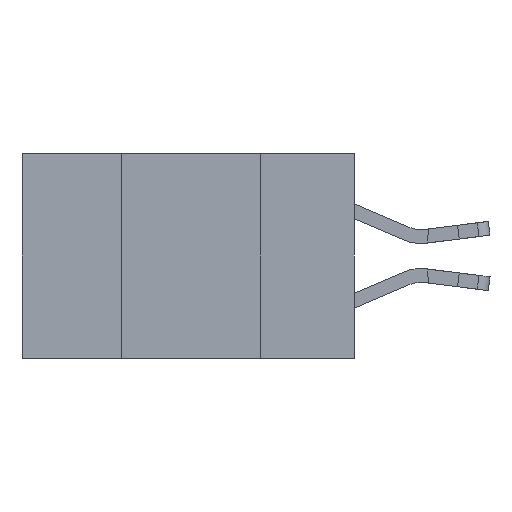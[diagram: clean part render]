
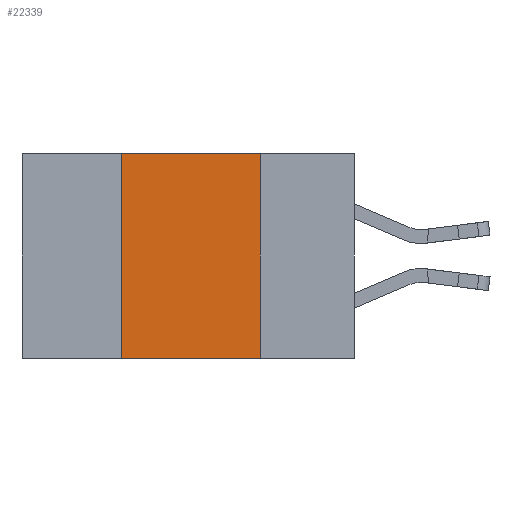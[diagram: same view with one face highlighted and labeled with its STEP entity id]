
A CAD part, left-side view. The second image highlights one B-rep face of the part: STEP entity #22339.
In plain terms, the highlighted planar face has unit normal (-1, 0, 0).
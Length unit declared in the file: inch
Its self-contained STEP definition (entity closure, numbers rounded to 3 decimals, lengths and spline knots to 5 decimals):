
#74 = PLANE ( 'NONE',  #11613 ) ;
#970 = VECTOR ( 'NONE', #5872, 39.37008 ) ;
#2328 = VECTOR ( 'NONE', #13205, 39.37008 ) ;
#5872 = DIRECTION ( 'NONE',  ( 0., -1., 0. ) ) ;
#6043 = CARTESIAN_POINT ( 'NONE',  ( 0., 0.6, 0. ) ) ;
#6544 = CARTESIAN_POINT ( 'NONE',  ( 0., 0.42, -0.37 ) ) ;
#7282 = LINE ( 'NONE', #25173, #25344 ) ;
#7694 = LINE ( 'NONE', #11286, #2328 ) ;
#7871 = VERTEX_POINT ( 'NONE', #11924 ) ;
#9846 = ORIENTED_EDGE ( 'NONE', *, *, #21616, .F. ) ;
#9856 = CARTESIAN_POINT ( 'NONE',  ( 0., 0.17, 0. ) ) ;
#9949 = CARTESIAN_POINT ( 'NONE',  ( 0., 0.6, 0. ) ) ;
#10789 = VERTEX_POINT ( 'NONE', #21007 ) ;
#11286 = CARTESIAN_POINT ( 'NONE',  ( 0., 0.6, -0.37 ) ) ;
#11613 = AXIS2_PLACEMENT_3D ( 'NONE', #9949, #18059, #17982 ) ;
#11924 = CARTESIAN_POINT ( 'NONE',  ( 0., 0.42, 0. ) ) ;
#12053 = DIRECTION ( 'NONE',  ( 0., 0., -1. ) ) ;
#13205 = DIRECTION ( 'NONE',  ( 0., -1., 0. ) ) ;
#15017 = ORIENTED_EDGE ( 'NONE', *, *, #19629, .F. ) ;
#15271 = DIRECTION ( 'NONE',  ( 0., 0., 1. ) ) ;
#16679 = ORIENTED_EDGE ( 'NONE', *, *, #19945, .F. ) ;
#16922 = LINE ( 'NONE', #6043, #970 ) ;
#17982 = DIRECTION ( 'NONE',  ( 0., 0., -1. ) ) ;
#18059 = DIRECTION ( 'NONE',  ( 1., 0., 0. ) ) ;
#19629 = EDGE_CURVE ( 'NONE', #21080, #10789, #24119, .T. ) ;
#19689 = EDGE_LOOP ( 'NONE', ( #15017, #9846, #16679, #20089 ) ) ;
#19933 = FACE_OUTER_BOUND ( 'NONE', #19689, .T. ) ;
#19945 = EDGE_CURVE ( 'NONE', #20407, #7871, #7282, .T. ) ;
#20089 = ORIENTED_EDGE ( 'NONE', *, *, #24991, .T. ) ;
#20364 = VECTOR ( 'NONE', #12053, 39.37008 ) ;
#20407 = VERTEX_POINT ( 'NONE', #6544 ) ;
#21007 = CARTESIAN_POINT ( 'NONE',  ( 0., 0.17, -0.37 ) ) ;
#21080 = VERTEX_POINT ( 'NONE', #21535 ) ;
#21535 = CARTESIAN_POINT ( 'NONE',  ( 0., 0.17, 0. ) ) ;
#21616 = EDGE_CURVE ( 'NONE', #7871, #21080, #16922, .T. ) ;
#22339 = ADVANCED_FACE ( 'NONE', ( #19933 ), #74, .F. ) ;
#24119 = LINE ( 'NONE', #9856, #20364 ) ;
#24991 = EDGE_CURVE ( 'NONE', #20407, #10789, #7694, .T. ) ;
#25173 = CARTESIAN_POINT ( 'NONE',  ( 0., 0.42, 0. ) ) ;
#25344 = VECTOR ( 'NONE', #15271, 39.37008 ) ;
